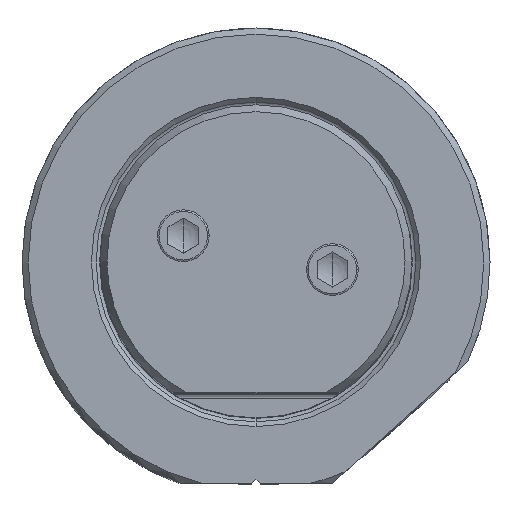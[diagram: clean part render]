
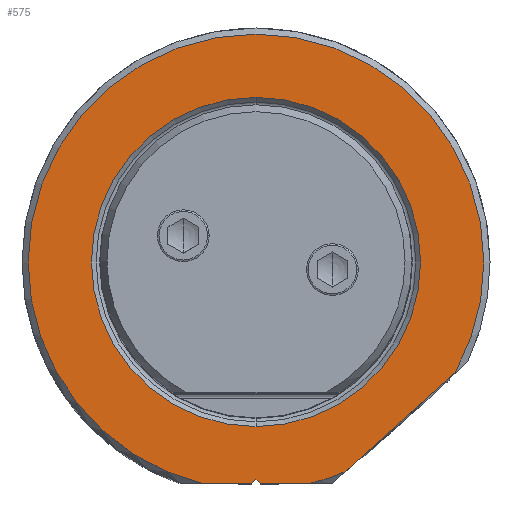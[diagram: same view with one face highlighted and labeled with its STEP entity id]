
A CAD part, top view. The second image highlights one B-rep face of the part: STEP entity #575.
In plain terms, the highlighted planar face has unit normal (0, 0, 1).
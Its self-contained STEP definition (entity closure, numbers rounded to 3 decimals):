
#113=PLANE('',#5632);
#575=ADVANCED_FACE('',(#913,#914),#113,.T.);
#913=FACE_BOUND('',#995,.T.);
#914=FACE_BOUND('',#996,.T.);
#995=EDGE_LOOP('',(#2511,#2512,#2513,#2514,#2515,#2516,#2517,#2518,#2519));
#996=EDGE_LOOP('',(#2520,#2521));
#1326=LINE('',#11101,#1630);
#1329=LINE('',#11127,#1633);
#1330=LINE('',#11129,#1634);
#1331=LINE('',#11131,#1635);
#1332=LINE('',#11133,#1636);
#1630=VECTOR('',#6455,1.);
#1633=VECTOR('',#6474,1.);
#1634=VECTOR('',#6475,1.);
#1635=VECTOR('',#6476,1.);
#1636=VECTOR('',#6477,1.);
#2511=ORIENTED_EDGE('',*,*,#4528,.T.);
#2512=ORIENTED_EDGE('',*,*,#4522,.T.);
#2513=ORIENTED_EDGE('',*,*,#4529,.T.);
#2514=ORIENTED_EDGE('',*,*,#4530,.T.);
#2515=ORIENTED_EDGE('',*,*,#4531,.T.);
#2516=ORIENTED_EDGE('',*,*,#4532,.T.);
#2517=ORIENTED_EDGE('',*,*,#4533,.T.);
#2518=ORIENTED_EDGE('',*,*,#4534,.T.);
#2519=ORIENTED_EDGE('',*,*,#4535,.T.);
#2520=ORIENTED_EDGE('',*,*,#4536,.T.);
#2521=ORIENTED_EDGE('',*,*,#4537,.T.);
#3912=VERTEX_POINT('',#11100);
#3913=VERTEX_POINT('',#11102);
#3916=VERTEX_POINT('',#11118);
#3917=VERTEX_POINT('',#11122);
#3918=VERTEX_POINT('',#11124);
#3919=VERTEX_POINT('',#11126);
#3920=VERTEX_POINT('',#11128);
#3921=VERTEX_POINT('',#11130);
#3922=VERTEX_POINT('',#11132);
#3923=VERTEX_POINT('',#11135);
#3924=VERTEX_POINT('',#11136);
#4522=EDGE_CURVE('',#3913,#3912,#1326,.T.);
#4528=EDGE_CURVE('',#3916,#3913,#5117,.T.);
#4529=EDGE_CURVE('',#3912,#3917,#5118,.T.);
#4530=EDGE_CURVE('',#3917,#3918,#5119,.T.);
#4531=EDGE_CURVE('',#3918,#3919,#5120,.T.);
#4532=EDGE_CURVE('',#3919,#3920,#1329,.T.);
#4533=EDGE_CURVE('',#3920,#3921,#1330,.T.);
#4534=EDGE_CURVE('',#3921,#3922,#1331,.T.);
#4535=EDGE_CURVE('',#3922,#3916,#1332,.T.);
#4536=EDGE_CURVE('',#3923,#3924,#5121,.T.);
#4537=EDGE_CURVE('',#3924,#3923,#5122,.T.);
#5117=CIRCLE('',#5625,18.55);
#5118=CIRCLE('',#5627,18.55);
#5119=CIRCLE('',#5628,18.55);
#5120=CIRCLE('',#5629,18.55);
#5121=CIRCLE('',#5630,13.4);
#5122=CIRCLE('',#5631,13.4);
#5625=AXIS2_PLACEMENT_3D('',#11119,#6464,#6465);
#5627=AXIS2_PLACEMENT_3D('',#11121,#6468,#6469);
#5628=AXIS2_PLACEMENT_3D('',#11123,#6470,#6471);
#5629=AXIS2_PLACEMENT_3D('',#11125,#6472,#6473);
#5630=AXIS2_PLACEMENT_3D('',#11134,#6478,#6479);
#5631=AXIS2_PLACEMENT_3D('',#11137,#6480,#6481);
#5632=AXIS2_PLACEMENT_3D('',#11138,#6482,#6483);
#6455=DIRECTION('',(0.744,0.668,0.));
#6464=DIRECTION('',(0.,0.,1.));
#6465=DIRECTION('',(0.231,-0.973,0.));
#6468=DIRECTION('',(0.,0.,1.));
#6469=DIRECTION('',(0.873,-0.488,0.));
#6470=DIRECTION('',(0.,0.,1.));
#6471=DIRECTION('',(1.,0.,0.));
#6472=DIRECTION('',(0.,0.,1.));
#6473=DIRECTION('',(-1.,0.,0.));
#6474=DIRECTION('',(1.,0.,0.));
#6475=DIRECTION('',(0.707,0.707,0.));
#6476=DIRECTION('',(0.707,-0.707,0.));
#6477=DIRECTION('',(1.,0.,0.));
#6478=DIRECTION('',(0.,0.,-1.));
#6479=DIRECTION('',(0.,1.,0.));
#6480=DIRECTION('',(0.,0.,-1.));
#6481=DIRECTION('',(0.,-1.,0.));
#6482=DIRECTION('',(0.,0.,1.));
#6483=DIRECTION('',(0.,1.,0.));
#11100=CARTESIAN_POINT('',(16.196,-9.044,0.));
#11101=CARTESIAN_POINT('',(7.255,-17.073,0.));
#11102=CARTESIAN_POINT('',(7.255,-17.073,0.));
#11118=CARTESIAN_POINT('',(4.278,-18.05,0.));
#11119=CARTESIAN_POINT('',(0.,0.,0.));
#11121=CARTESIAN_POINT('',(0.,0.,0.));
#11122=CARTESIAN_POINT('',(18.55,0.,0.));
#11123=CARTESIAN_POINT('',(0.,0.,0.));
#11124=CARTESIAN_POINT('',(-18.55,0.,0.));
#11125=CARTESIAN_POINT('',(0.,0.,0.));
#11126=CARTESIAN_POINT('',(-4.278,-18.05,0.));
#11127=CARTESIAN_POINT('',(-3.222,-18.05,0.));
#11128=CARTESIAN_POINT('',(-0.354,-18.05,0.));
#11129=CARTESIAN_POINT('',(-0.354,-18.05,0.));
#11130=CARTESIAN_POINT('',(0.,-17.696,0.));
#11131=CARTESIAN_POINT('',(0.,-17.696,0.));
#11132=CARTESIAN_POINT('',(0.354,-18.05,0.));
#11133=CARTESIAN_POINT('',(0.354,-18.05,0.));
#11134=CARTESIAN_POINT('',(0.,0.,0.));
#11135=CARTESIAN_POINT('',(0.,13.4,0.));
#11136=CARTESIAN_POINT('',(0.,-13.4,0.));
#11137=CARTESIAN_POINT('',(0.,0.,0.));
#11138=CARTESIAN_POINT('',(0.,0.25,0.));
